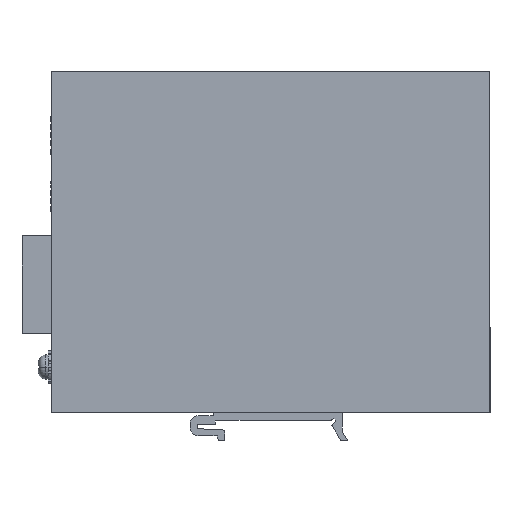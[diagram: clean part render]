
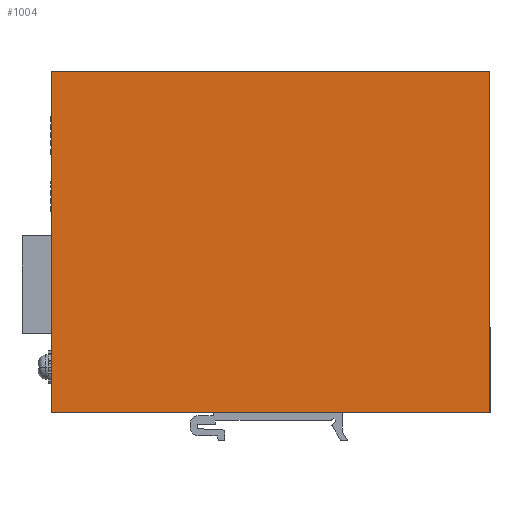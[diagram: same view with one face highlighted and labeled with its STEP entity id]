
A CAD part, left-side view. The second image highlights one B-rep face of the part: STEP entity #1004.
In plain terms, the highlighted planar face has unit normal (-1, 0, 0).
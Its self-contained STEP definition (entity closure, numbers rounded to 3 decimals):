
#984=AXIS2_PLACEMENT_3D('Plane Axis2P3D',#981,#982,#983) ;
#412=CARTESIAN_POINT('Vertex',(0.,135.,113.8)) ;
#415=CARTESIAN_POINT('Line Origine',(0.,67.5,113.8)) ;
#419=CARTESIAN_POINT('Vertex',(0.,0.,113.8)) ;
#728=CARTESIAN_POINT('Vertex',(0.,135.,8.8)) ;
#731=CARTESIAN_POINT('Line Origine',(0.,135.,61.3)) ;
#981=CARTESIAN_POINT('Axis2P3D Location',(0.,0.,112.8)) ;
#986=CARTESIAN_POINT('Line Origine',(0.,0.,61.3)) ;
#990=CARTESIAN_POINT('Vertex',(0.,0.,8.8)) ;
#993=CARTESIAN_POINT('Line Origine',(0.,67.5,8.8)) ;
#416=DIRECTION('Vector Direction',(0.,-1.,0.)) ;
#732=DIRECTION('Vector Direction',(0.,0.,-1.)) ;
#982=DIRECTION('Axis2P3D Direction',(1.,0.,0.)) ;
#983=DIRECTION('Axis2P3D XDirection',(0.,-1.,0.)) ;
#987=DIRECTION('Vector Direction',(0.,0.,1.)) ;
#994=DIRECTION('Vector Direction',(0.,1.,0.)) ;
#417=VECTOR('Line Direction',#416,1.) ;
#733=VECTOR('Line Direction',#732,1.) ;
#988=VECTOR('Line Direction',#987,1.) ;
#995=VECTOR('Line Direction',#994,1.) ;
#999=ORIENTED_EDGE('',*,*,#992,.F.) ;
#1000=ORIENTED_EDGE('',*,*,#421,.F.) ;
#1001=ORIENTED_EDGE('',*,*,#735,.F.) ;
#1002=ORIENTED_EDGE('',*,*,#997,.T.) ;
#1004=ADVANCED_FACE('SWITCH',(#1003),#985,.F.) ;
#421=EDGE_CURVE('',#413,#420,#418,.T.) ;
#735=EDGE_CURVE('',#729,#413,#734,.F.) ;
#992=EDGE_CURVE('',#420,#991,#989,.F.) ;
#997=EDGE_CURVE('',#729,#991,#996,.F.) ;
#998=EDGE_LOOP('',(#999,#1000,#1001,#1002)) ;
#1003=FACE_OUTER_BOUND('',#998,.T.) ;
#418=LINE('Line',#415,#417) ;
#734=LINE('Line',#731,#733) ;
#989=LINE('Line',#986,#988) ;
#996=LINE('Line',#993,#995) ;
#985=PLANE('',#984) ;
#413=VERTEX_POINT('',#412) ;
#420=VERTEX_POINT('',#419) ;
#729=VERTEX_POINT('',#728) ;
#991=VERTEX_POINT('',#990) ;
